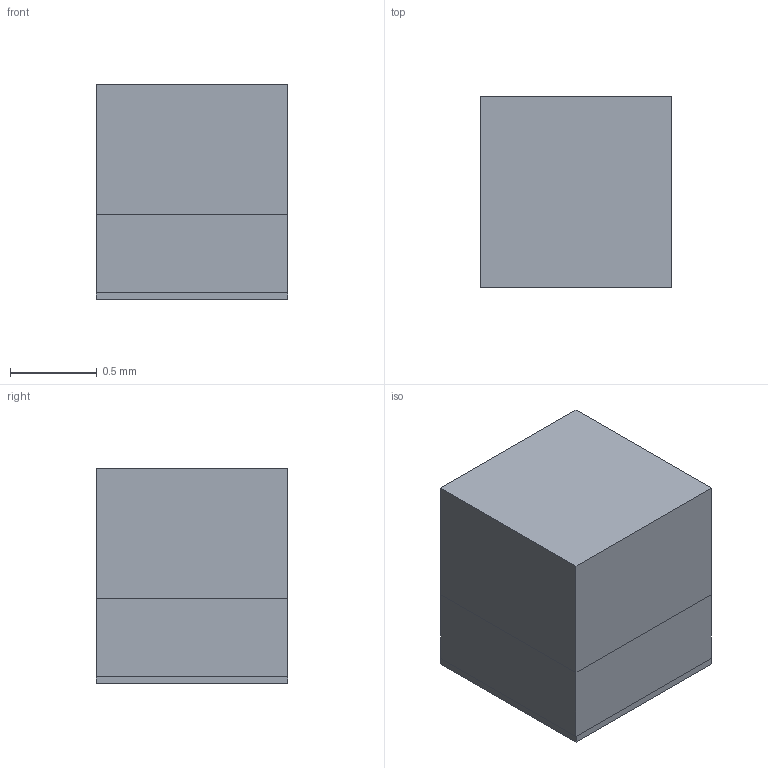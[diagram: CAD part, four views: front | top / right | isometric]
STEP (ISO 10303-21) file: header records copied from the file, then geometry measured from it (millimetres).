
FILE_DESCRIPTION (( 'STEP AP214' ), '1' );
FILE_NAME ('NFSWL11A-D6.STEP', '2023-08-17T07:40:39', ( '' ), ( '' ), 'SwSTEP 2.0', 'SolidWorks 2022', '' );
FILE_SCHEMA (( 'AUTOMOTIVE_DESIGN' ));
Length unit declared in the file: millimetre
Products named in the file (4): Part1; NFSWL11A-D6; Part3; Part2
Assembly tree (3 placements, depth 2):
  NFSWL11A-D6
    Part1
    Part2
    Part3
Bounding box: 1.1 x 1.1 x 1.24 mm (x, y, z)
Volume: 1.5 mm3; surface area: 12.7 mm2
Topology: 3 solids, 3 shells, 32 faces, 72 edges, 48 vertices
Faces by surface type: plane 32
Entity records: 1030 total; most frequent: CARTESIAN_POINT 158, DIRECTION 148, ORIENTED_EDGE 144, VECTOR 72, EDGE_CURVE 72, LINE 72, VERTEX_POINT 48, AXIS2_PLACEMENT_3D 38
